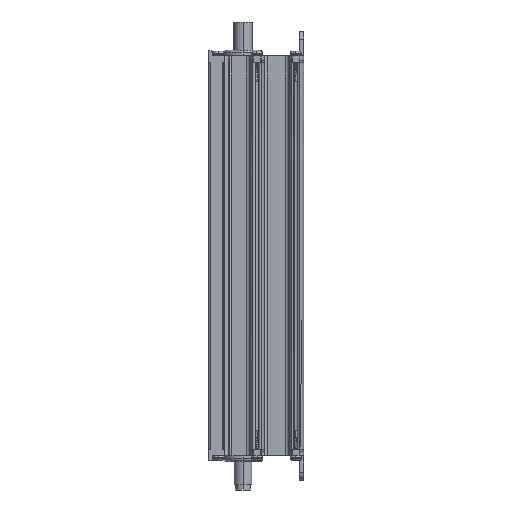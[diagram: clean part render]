
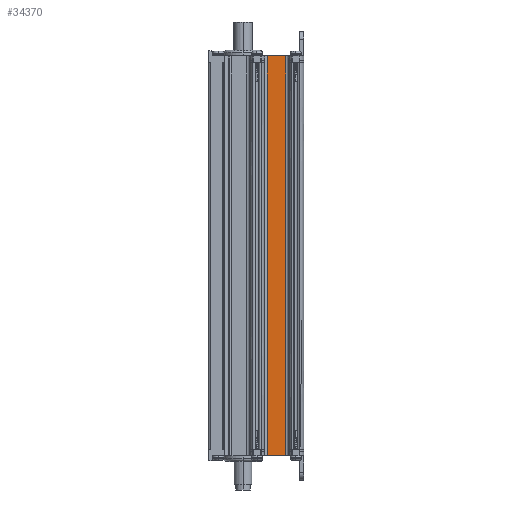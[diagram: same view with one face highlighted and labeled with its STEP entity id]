
A CAD part, left-side view. The second image highlights one B-rep face of the part: STEP entity #34370.
In plain terms, the highlighted planar face has unit normal (-1, 0, 0).
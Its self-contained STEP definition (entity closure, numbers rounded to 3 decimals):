
#33540=CARTESIAN_POINT('',(-30.55,-27.081,54.9));
#33550=VERTEX_POINT('',#33540);
#33940=CARTESIAN_POINT('',(-30.55,-27.081,-99.9));
#33950=VERTEX_POINT('',#33940);
#33980=CARTESIAN_POINT('',(-30.55,-27.086,-97.5));
#33990=DIRECTION('',(0.,0.,1.));
#34000=VECTOR('',#33990,1.);
#34010=LINE('',#33980,#34000);
#34020=EDGE_CURVE('',#33950,#33550,#34010,.T.);
#34070=CARTESIAN_POINT('',(-30.55,-28.,-72.5));
#34080=DIRECTION('',(1.,0.,0.));
#34090=DIRECTION('',(0.,1.,0.));
#34100=AXIS2_PLACEMENT_3D('',#34070,#34080,#34090);
#34110=PLANE('',#34100);
#34120=CARTESIAN_POINT('',(-30.55,-19.812,54.9));
#34130=DIRECTION('',(0.,-1.,0.));
#34140=VECTOR('',#34130,1.);
#34150=LINE('',#34120,#34140);
#34160=CARTESIAN_POINT('',(-30.55,-19.812,54.9));
#34170=VERTEX_POINT('',#34160);
#34180=EDGE_CURVE('',#34170,#33550,#34150,.T.);
#34190=ORIENTED_EDGE('',*,*,#34180,.F.);
#34200=ORIENTED_EDGE('',*,*,#34020,.T.);
#34210=CARTESIAN_POINT('',(-30.55,-19.812,-99.9));
#34220=DIRECTION('',(0.,-1.,0.));
#34230=VECTOR('',#34220,1.);
#34240=LINE('',#34210,#34230);
#34250=CARTESIAN_POINT('',(-30.55,-19.812,-99.9));
#34260=VERTEX_POINT('',#34250);
#34270=EDGE_CURVE('',#34260,#33950,#34240,.T.);
#34280=ORIENTED_EDGE('',*,*,#34270,.T.);
#34290=CARTESIAN_POINT('',(-30.55,-19.807,52.5));
#34300=DIRECTION('',(0.,0.,-1.));
#34310=VECTOR('',#34300,1.);
#34320=LINE('',#34290,#34310);
#34330=EDGE_CURVE('',#34170,#34260,#34320,.T.);
#34340=ORIENTED_EDGE('',*,*,#34330,.T.);
#34350=EDGE_LOOP('',(#34340,#34280,#34200,#34190));
#34360=FACE_OUTER_BOUND('',#34350,.T.);
#34370=ADVANCED_FACE('',(#34360),#34110,.F.);
